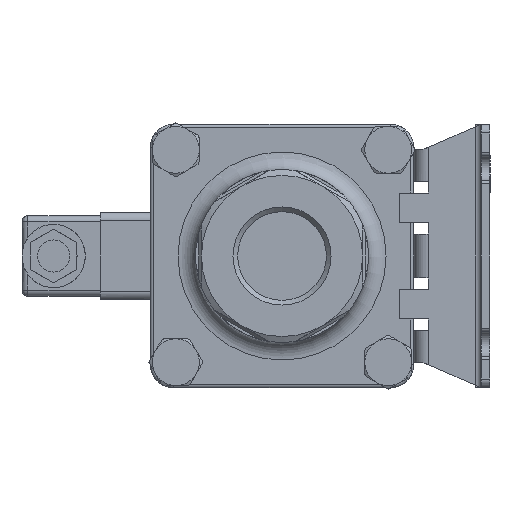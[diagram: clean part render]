
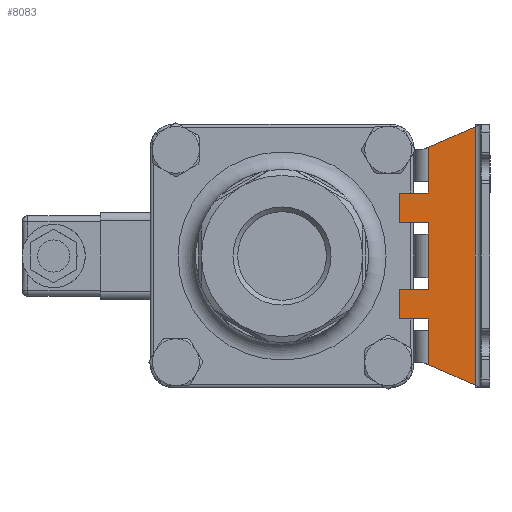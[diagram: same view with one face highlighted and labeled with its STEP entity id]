
A CAD part, front view. The second image highlights one B-rep face of the part: STEP entity #8083.
In plain terms, the highlighted planar face has unit normal (0, -1, 0).
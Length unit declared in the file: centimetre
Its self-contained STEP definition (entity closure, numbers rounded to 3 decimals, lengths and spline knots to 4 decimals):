
#367=PLANE($,#8581);
#652=FACE_OUTER_BOUND($,#1113,.T.);
#1113=EDGE_LOOP($,(#5272,#5273,#5274,#5275,#5276,#5277,#5278,#5279,#5280,
#5281,#5282,#5283,#5284,#5285,#5286,#5287));
#2038=LINE($,#11972,#2658);
#2049=LINE($,#12006,#2669);
#2050=LINE($,#12013,#2670);
#2052=LINE($,#12022,#2672);
#2053=LINE($,#12023,#2673);
#2054=LINE($,#12025,#2674);
#2055=LINE($,#12027,#2675);
#2056=LINE($,#12029,#2676);
#2057=LINE($,#12030,#2677);
#2058=LINE($,#12032,#2678);
#2059=LINE($,#12034,#2679);
#2060=LINE($,#12036,#2680);
#2061=LINE($,#12038,#2681);
#2062=LINE($,#12040,#2682);
#2063=LINE($,#12042,#2683);
#2064=LINE($,#12043,#2684);
#2658=VECTOR($,#9498,0.4);
#2669=VECTOR($,#9531,1.1625);
#2670=VECTOR($,#9538,1.5);
#2672=VECTOR($,#9546,8.825);
#2673=VECTOR($,#9547,1.7464);
#2674=VECTOR($,#9548,1.);
#2675=VECTOR($,#9549,1.);
#2676=VECTOR($,#9550,1.);
#2677=VECTOR($,#9551,0.4);
#2678=VECTOR($,#9552,0.4);
#2679=VECTOR($,#9553,1.);
#2680=VECTOR($,#9554,1.);
#2681=VECTOR($,#9555,1.);
#2682=VECTOR($,#9556,0.4);
#2683=VECTOR($,#9557,1.1625);
#2684=VECTOR($,#9558,1.7464);
#3315=VERTEX_POINT($,#11969);
#3316=VERTEX_POINT($,#11971);
#3328=VERTEX_POINT($,#12005);
#3330=VERTEX_POINT($,#12011);
#3331=VERTEX_POINT($,#12012);
#3334=VERTEX_POINT($,#12020);
#3335=VERTEX_POINT($,#12021);
#3336=VERTEX_POINT($,#12024);
#3337=VERTEX_POINT($,#12026);
#3338=VERTEX_POINT($,#12028);
#3339=VERTEX_POINT($,#12031);
#3340=VERTEX_POINT($,#12033);
#3341=VERTEX_POINT($,#12035);
#3342=VERTEX_POINT($,#12037);
#3343=VERTEX_POINT($,#12039);
#3344=VERTEX_POINT($,#12041);
#4069=EDGE_CURVE($,#3316,#3315,#2038,.T.);
#4086=EDGE_CURVE($,#3328,#3316,#2049,.T.);
#4089=EDGE_CURVE($,#3330,#3331,#2050,.T.);
#4093=EDGE_CURVE($,#3334,#3335,#2052,.T.);
#4094=EDGE_CURVE($,#3335,#3328,#2053,.T.);
#4095=EDGE_CURVE($,#3336,#3315,#2054,.T.);
#4096=EDGE_CURVE($,#3336,#3337,#2055,.T.);
#4097=EDGE_CURVE($,#3337,#3338,#2056,.T.);
#4098=EDGE_CURVE($,#3338,#3330,#2057,.T.);
#4099=EDGE_CURVE($,#3339,#3331,#2058,.T.);
#4100=EDGE_CURVE($,#3340,#3339,#2059,.T.);
#4101=EDGE_CURVE($,#3341,#3340,#2060,.T.);
#4102=EDGE_CURVE($,#3341,#3342,#2061,.T.);
#4103=EDGE_CURVE($,#3343,#3342,#2062,.T.);
#4104=EDGE_CURVE($,#3343,#3344,#2063,.T.);
#4105=EDGE_CURVE($,#3334,#3344,#2064,.T.);
#5272=ORIENTED_EDGE($,*,*,#4093,.T.);
#5273=ORIENTED_EDGE($,*,*,#4094,.T.);
#5274=ORIENTED_EDGE($,*,*,#4086,.T.);
#5275=ORIENTED_EDGE($,*,*,#4069,.T.);
#5276=ORIENTED_EDGE($,*,*,#4095,.F.);
#5277=ORIENTED_EDGE($,*,*,#4096,.T.);
#5278=ORIENTED_EDGE($,*,*,#4097,.T.);
#5279=ORIENTED_EDGE($,*,*,#4098,.T.);
#5280=ORIENTED_EDGE($,*,*,#4089,.T.);
#5281=ORIENTED_EDGE($,*,*,#4099,.F.);
#5282=ORIENTED_EDGE($,*,*,#4100,.F.);
#5283=ORIENTED_EDGE($,*,*,#4101,.F.);
#5284=ORIENTED_EDGE($,*,*,#4102,.T.);
#5285=ORIENTED_EDGE($,*,*,#4103,.F.);
#5286=ORIENTED_EDGE($,*,*,#4104,.T.);
#5287=ORIENTED_EDGE($,*,*,#4105,.F.);
#8083=ADVANCED_FACE($,(#652),#367,.T.);
#8581=AXIS2_PLACEMENT_3D($,#12019,#9544,#9545);
#9498=DIRECTION($,(0.,0.,-1.));
#9531=DIRECTION($,(0.,0.,-1.));
#9538=DIRECTION($,(0.,0.,-1.));
#9544=DIRECTION('center_axis',(0.,-1.,0.));
#9545=DIRECTION('ref_axis',(-1.,0.,0.));
#9546=DIRECTION($,(0.,0.,1.));
#9547=DIRECTION($,(-0.916,0.,-0.401));
#9548=DIRECTION($,(1.,0.,0.));
#9549=DIRECTION($,(0.,0.,-1.));
#9550=DIRECTION($,(1.,0.,0.));
#9551=DIRECTION($,(0.,0.,-1.));
#9552=DIRECTION($,(0.,0.,1.));
#9553=DIRECTION($,(1.,0.,0.));
#9554=DIRECTION($,(0.,0.,1.));
#9555=DIRECTION($,(1.,0.,0.));
#9556=DIRECTION($,(0.,0.,1.));
#9557=DIRECTION($,(0.,0.,-1.));
#9558=DIRECTION($,(-0.916,0.,0.401));
#11969=CARTESIAN_POINT('',(5.,-12.4,2.15));
#11971=CARTESIAN_POINT('',(5.,-12.4,2.55));
#11972=CARTESIAN_POINT($,(5.,-12.4,2.55));
#12005=CARTESIAN_POINT('',(5.,-12.4,3.7125));
#12006=CARTESIAN_POINT($,(5.,-12.4,-4.5));
#12011=CARTESIAN_POINT('',(5.,-12.4,0.75));
#12012=CARTESIAN_POINT('',(5.,-12.4,-0.75));
#12013=CARTESIAN_POINT($,(5.,-12.4,-4.5));
#12019=CARTESIAN_POINT('Origin',(6.8,-12.4,-4.5));
#12020=CARTESIAN_POINT('',(6.6,-12.4,-4.4125));
#12021=CARTESIAN_POINT('',(6.6,-12.4,4.4125));
#12022=CARTESIAN_POINT($,(6.6,-12.4,4.5));
#12023=CARTESIAN_POINT($,(6.8,-12.4,4.5));
#12024=CARTESIAN_POINT('',(4.,-12.4,2.15));
#12025=CARTESIAN_POINT($,(4.,-12.4,2.15));
#12026=CARTESIAN_POINT('',(4.,-12.4,1.15));
#12027=CARTESIAN_POINT($,(4.,-12.4,2.15));
#12028=CARTESIAN_POINT('',(5.,-12.4,1.15));
#12029=CARTESIAN_POINT($,(4.,-12.4,1.15));
#12030=CARTESIAN_POINT($,(5.,-12.4,2.55));
#12031=CARTESIAN_POINT('',(5.,-12.4,-1.15));
#12032=CARTESIAN_POINT($,(5.,-12.4,-2.55));
#12033=CARTESIAN_POINT('',(4.,-12.4,-1.15));
#12034=CARTESIAN_POINT($,(4.,-12.4,-1.15));
#12035=CARTESIAN_POINT('',(4.,-12.4,-2.15));
#12036=CARTESIAN_POINT($,(4.,-12.4,-2.15));
#12037=CARTESIAN_POINT('',(5.,-12.4,-2.15));
#12038=CARTESIAN_POINT($,(4.,-12.4,-2.15));
#12039=CARTESIAN_POINT('',(5.,-12.4,-2.55));
#12040=CARTESIAN_POINT($,(5.,-12.4,-2.55));
#12041=CARTESIAN_POINT('',(5.,-12.4,-3.7125));
#12042=CARTESIAN_POINT($,(5.,-12.4,-4.5));
#12043=CARTESIAN_POINT($,(6.8,-12.4,-4.5));
